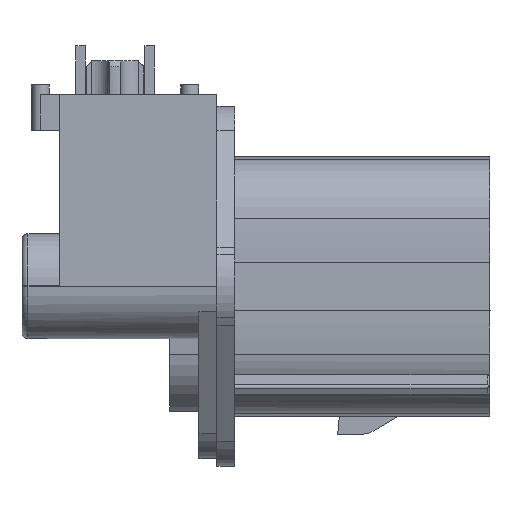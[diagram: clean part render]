
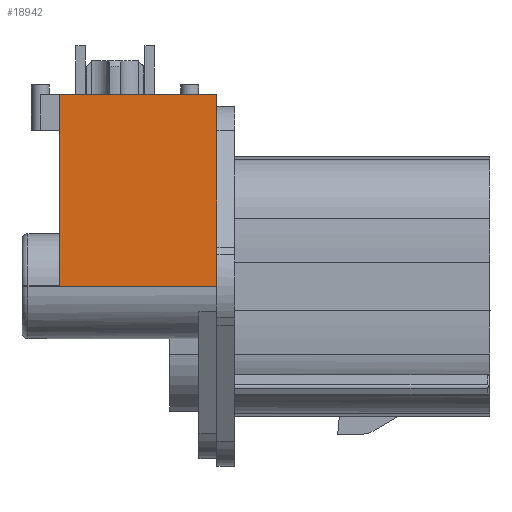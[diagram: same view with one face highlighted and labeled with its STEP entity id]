
A CAD part, left-side view. The second image highlights one B-rep face of the part: STEP entity #18942.
In plain terms, the highlighted planar face has unit normal (-1, 0, 0).
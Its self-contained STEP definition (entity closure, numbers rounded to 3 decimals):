
#3369=DIRECTION('',(0.,0.,-1.));
#3370=VECTOR('',#3369,13.796);
#3371=CARTESIAN_POINT('',(-18.588,4.638,
-16.08));
#3372=LINE('',#3371,#3370);
#3385=DIRECTION('',(0.,0.,-1.));
#3386=VECTOR('',#3385,16.226);
#3387=CARTESIAN_POINT('',(-18.588,17.951,
-16.08));
#3388=LINE('',#3387,#3386);
#3389=DIRECTION('',(0.,0.,1.));
#3390=VECTOR('',#3389,2.49);
#3391=CARTESIAN_POINT('',(-18.588,4.638,
-32.366));
#3392=LINE('',#3391,#3390);
#3393=DIRECTION('',(0.,0.,1.));
#3394=VECTOR('',#3393,0.06);
#3395=CARTESIAN_POINT('',(-18.588,20.64,
-32.366));
#3396=LINE('',#3395,#3394);
#3422=DIRECTION('',(0.,1.,0.));
#3423=VECTOR('',#3422,16.002);
#3424=CARTESIAN_POINT('',(-18.588,4.638,
-32.366));
#3425=LINE('',#3424,#3423);
#3434=DIRECTION('',(0.,-1.,0.));
#3435=VECTOR('',#3434,2.689);
#3436=CARTESIAN_POINT('',(-18.588,20.64,
-32.305));
#3437=LINE('',#3436,#3435);
#4796=DIRECTION('',(0.,-1.,0.));
#4797=VECTOR('',#4796,13.313);
#4798=CARTESIAN_POINT('',(-18.588,17.951,
-16.08));
#4799=LINE('',#4798,#4797);
#11175=CARTESIAN_POINT('',(-18.588,4.638,
-32.366));
#11176=VERTEX_POINT('',#11175);
#11177=CARTESIAN_POINT('',(-18.588,4.638,
-29.876));
#11178=VERTEX_POINT('',#11177);
#12519=CARTESIAN_POINT('',(-18.588,20.64,
-32.366));
#12520=VERTEX_POINT('',#12519);
#12523=CARTESIAN_POINT('',(-18.588,17.951,
-32.305));
#12524=VERTEX_POINT('',#12523);
#12525=CARTESIAN_POINT('',(-18.588,20.64,
-32.305));
#12526=VERTEX_POINT('',#12525);
#12563=CARTESIAN_POINT('',(-18.588,17.951,
-16.08));
#12564=VERTEX_POINT('',#12563);
#12581=CARTESIAN_POINT('',(-18.588,4.638,
-16.08));
#12582=VERTEX_POINT('',#12581);
#18923=CARTESIAN_POINT('',(-18.588,2.987,
-44.478));
#18924=DIRECTION('',(1.,0.,0.));
#18925=DIRECTION('',(0.,0.,1.));
#18926=AXIS2_PLACEMENT_3D('',#18923,#18924,#18925);
#18927=PLANE('',#18926);
#18929=ORIENTED_EDGE('',*,*,#18928,.T.);
#18931=ORIENTED_EDGE('',*,*,#18930,.T.);
#18933=ORIENTED_EDGE('',*,*,#18932,.F.);
#18935=ORIENTED_EDGE('',*,*,#18934,.T.);
#18936=ORIENTED_EDGE('',*,*,#18875,.T.);
#18937=ORIENTED_EDGE('',*,*,#18777,.F.);
#18939=ORIENTED_EDGE('',*,*,#18938,.T.);
#18940=EDGE_LOOP('',(#18929,#18931,#18933,#18935,#18936,#18937,#18939));
#18941=FACE_OUTER_BOUND('',#18940,.F.);
#18942=ADVANCED_FACE('',(#18941),#18927,.F.);
#18777=EDGE_CURVE('',#11176,#11178,#3392,.T.);
#18875=EDGE_CURVE('',#12582,#11178,#3372,.T.);
#18928=EDGE_CURVE('',#12520,#12526,#3396,.T.);
#18930=EDGE_CURVE('',#12526,#12524,#3437,.T.);
#18932=EDGE_CURVE('',#12564,#12524,#3388,.T.);
#18934=EDGE_CURVE('',#12564,#12582,#4799,.T.);
#18938=EDGE_CURVE('',#11176,#12520,#3425,.T.);
